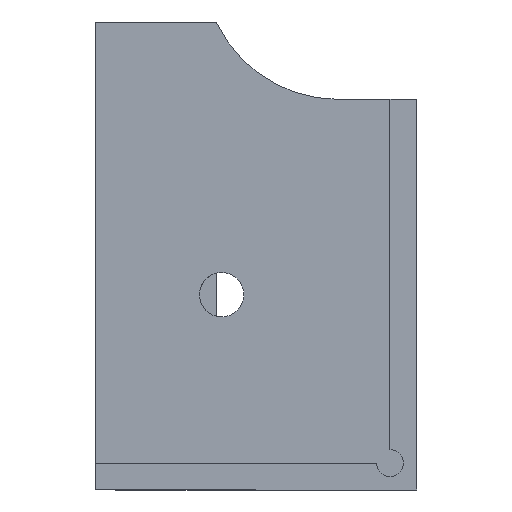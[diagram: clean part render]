
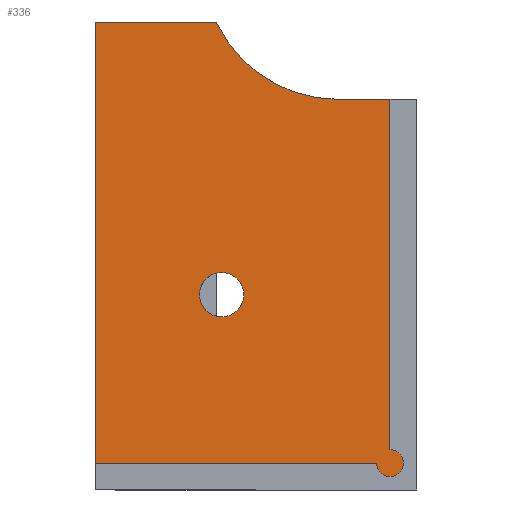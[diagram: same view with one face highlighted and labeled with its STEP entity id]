
A CAD part, left-side view. The second image highlights one B-rep face of the part: STEP entity #336.
In plain terms, the highlighted planar face has unit normal (-1, 0, 0).
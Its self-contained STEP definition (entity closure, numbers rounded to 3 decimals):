
#2 = CIRCLE ( 'NONE', #634, 10. ) ;
#24 = CARTESIAN_POINT ( 'NONE',  ( 0., 9.395, 20.247 ) ) ;
#29 = CARTESIAN_POINT ( 'NONE',  ( 0., 6.395, 20.247 ) ) ;
#31 = DIRECTION ( 'NONE',  ( 0., -1., 0. ) ) ;
#32 = LINE ( 'NONE', #186, #188 ) ;
#35 = CIRCLE ( 'NONE', #310, 1.65 ) ;
#45 = ORIENTED_EDGE ( 'NONE', *, *, #149, .F. ) ;
#50 = VECTOR ( 'NONE', #731, 1000. ) ;
#60 = EDGE_CURVE ( 'NONE', #482, #135, #340, .T. ) ;
#90 = VERTEX_POINT ( 'NONE', #257 ) ;
#94 = DIRECTION ( 'NONE',  ( 0., 0., 1. ) ) ;
#98 = CARTESIAN_POINT ( 'NONE',  ( 0., 0., -1.65 ) ) ;
#105 = CARTESIAN_POINT ( 'NONE',  ( 0., 0., 14.5 ) ) ;
#107 = VERTEX_POINT ( 'NONE', #181 ) ;
#130 = CARTESIAN_POINT ( 'NONE',  ( 0., 12.5, -12.5 ) ) ;
#135 = VERTEX_POINT ( 'NONE', #325 ) ;
#145 = ORIENTED_EDGE ( 'NONE', *, *, #347, .T. ) ;
#149 = EDGE_CURVE ( 'NONE', #90, #482, #841, .T. ) ;
#163 = ORIENTED_EDGE ( 'NONE', *, *, #534, .F. ) ;
#167 = EDGE_CURVE ( 'NONE', #302, #523, #32, .T. ) ;
#176 = CARTESIAN_POINT ( 'NONE',  ( 0., 0., 0. ) ) ;
#181 = CARTESIAN_POINT ( 'NONE',  ( 0., 0., 1.65 ) ) ;
#183 = EDGE_LOOP ( 'NONE', ( #229, #440, #674, #45, #145, #360, #529 ) ) ;
#186 = CARTESIAN_POINT ( 'NONE',  ( 0., -12.5, 12.5 ) ) ;
#188 = VECTOR ( 'NONE', #480, 1000. ) ;
#203 = VECTOR ( 'NONE', #31, 1000. ) ;
#210 = CARTESIAN_POINT ( 'NONE',  ( 0., -12.5, -12.5 ) ) ;
#229 = ORIENTED_EDGE ( 'NONE', *, *, #608, .F. ) ;
#257 = CARTESIAN_POINT ( 'NONE',  ( 0., 9.395, -12.5 ) ) ;
#265 = EDGE_CURVE ( 'NONE', #302, #375, #558, .T. ) ;
#271 = DIRECTION ( 'NONE',  ( -1., 0., 0. ) ) ;
#283 = DIRECTION ( 'NONE',  ( 1., 0., 0. ) ) ;
#292 = CARTESIAN_POINT ( 'NONE',  ( 0., 0., 0. ) ) ;
#293 = AXIS2_PLACEMENT_3D ( 'NONE', #345, #271, #913 ) ;
#302 = VERTEX_POINT ( 'NONE', #653 ) ;
#310 = AXIS2_PLACEMENT_3D ( 'NONE', #292, #514, #94 ) ;
#315 = EDGE_CURVE ( 'NONE', #368, #135, #2, .T. ) ;
#325 = CARTESIAN_POINT ( 'NONE',  ( 0., 0.395, 20.247 ) ) ;
#336 = ADVANCED_FACE ( 'NONE', ( #793, #414 ), #640, .T. ) ;
#340 = LINE ( 'NONE', #29, #573 ) ;
#343 = AXIS2_PLACEMENT_3D ( 'NONE', #176, #890, #836 ) ;
#345 = CARTESIAN_POINT ( 'NONE',  ( 0., 0., 0. ) ) ;
#347 = EDGE_CURVE ( 'NONE', #90, #375, #569, .T. ) ;
#360 = ORIENTED_EDGE ( 'NONE', *, *, #265, .F. ) ;
#362 = CARTESIAN_POINT ( 'NONE',  ( 0., -8.656, 24.5 ) ) ;
#367 = CARTESIAN_POINT ( 'NONE',  ( 0., -11.5, -12.5 ) ) ;
#368 = VERTEX_POINT ( 'NONE', #882 ) ;
#375 = VERTEX_POINT ( 'NONE', #367 ) ;
#399 = CARTESIAN_POINT ( 'NONE',  ( 0., -12.5, 14.5 ) ) ;
#414 = FACE_BOUND ( 'NONE', #490, .T. ) ;
#440 = ORIENTED_EDGE ( 'NONE', *, *, #315, .T. ) ;
#474 = DIRECTION ( 'NONE',  ( 0., -1., 0. ) ) ;
#480 = DIRECTION ( 'NONE',  ( 0., 0., 1. ) ) ;
#482 = VERTEX_POINT ( 'NONE', #24 ) ;
#486 = VERTEX_POINT ( 'NONE', #98 ) ;
#490 = EDGE_LOOP ( 'NONE', ( #715, #163 ) ) ;
#504 = DIRECTION ( 'NONE',  ( 1., 0., 0. ) ) ;
#514 = DIRECTION ( 'NONE',  ( -1., 0., 0. ) ) ;
#523 = VERTEX_POINT ( 'NONE', #399 ) ;
#529 = ORIENTED_EDGE ( 'NONE', *, *, #167, .T. ) ;
#534 = EDGE_CURVE ( 'NONE', #486, #107, #605, .T. ) ;
#558 = CIRCLE ( 'NONE', #588, 1. ) ;
#569 = LINE ( 'NONE', #130, #50 ) ;
#573 = VECTOR ( 'NONE', #474, 1000. ) ;
#581 = DIRECTION ( 'NONE',  ( 0., 0., 1. ) ) ;
#588 = AXIS2_PLACEMENT_3D ( 'NONE', #210, #504, #714 ) ;
#605 = CIRCLE ( 'NONE', #343, 1.65 ) ;
#608 = EDGE_CURVE ( 'NONE', #368, #523, #751, .T. ) ;
#620 = CARTESIAN_POINT ( 'NONE',  ( 0., 9.395, -12.5 ) ) ;
#634 = AXIS2_PLACEMENT_3D ( 'NONE', #362, #283, #581 ) ;
#640 = PLANE ( 'NONE',  #293 ) ;
#649 = VECTOR ( 'NONE', #768, 1000. ) ;
#653 = CARTESIAN_POINT ( 'NONE',  ( 0., -12.5, -11.5 ) ) ;
#674 = ORIENTED_EDGE ( 'NONE', *, *, #60, .F. ) ;
#714 = DIRECTION ( 'NONE',  ( 0., 0., 1. ) ) ;
#715 = ORIENTED_EDGE ( 'NONE', *, *, #792, .F. ) ;
#731 = DIRECTION ( 'NONE',  ( 0., -1., 0. ) ) ;
#751 = LINE ( 'NONE', #105, #203 ) ;
#768 = DIRECTION ( 'NONE',  ( 0., 0., 1. ) ) ;
#792 = EDGE_CURVE ( 'NONE', #107, #486, #35, .T. ) ;
#793 = FACE_OUTER_BOUND ( 'NONE', #183, .T. ) ;
#836 = DIRECTION ( 'NONE',  ( 0., 0., 1. ) ) ;
#841 = LINE ( 'NONE', #620, #649 ) ;
#882 = CARTESIAN_POINT ( 'NONE',  ( 0., -8.656, 14.5 ) ) ;
#890 = DIRECTION ( 'NONE',  ( -1., 0., 0. ) ) ;
#913 = DIRECTION ( 'NONE',  ( 0., 0., 1. ) ) ;
